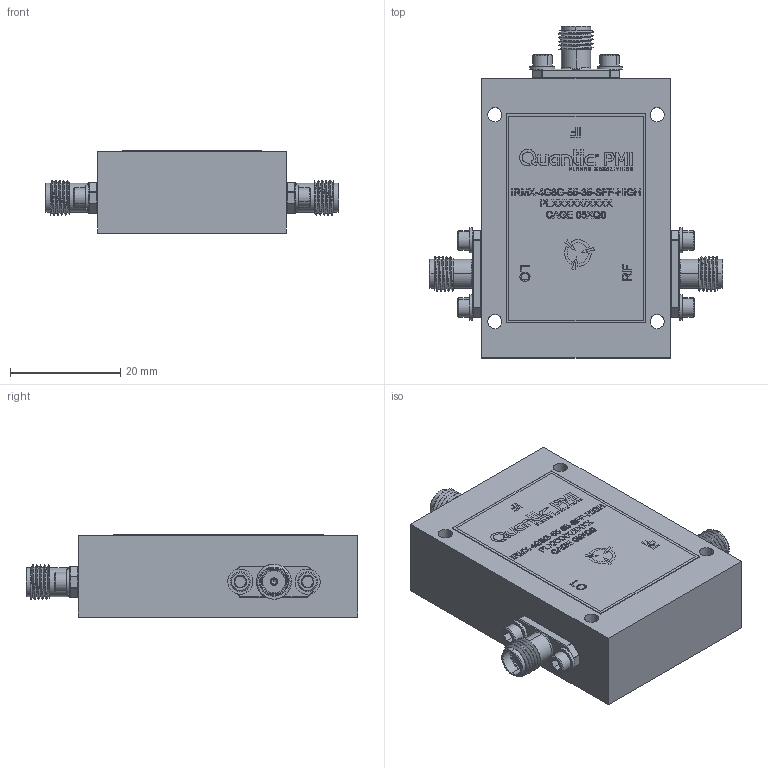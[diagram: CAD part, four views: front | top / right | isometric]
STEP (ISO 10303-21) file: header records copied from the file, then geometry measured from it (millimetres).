
FILE_DESCRIPTION (( 'STEP AP214' ), '1' );
FILE_NAME ('IRMX-4G8G-55-35-SFF-HIGH Assembly - VP.STEP', '2025-01-14T21:18:18', ( '' ), ( '' ), 'SwSTEP 2.0', 'SolidWorks 2024', '' );
FILE_SCHEMA (( 'AUTOMOTIVE_DESIGN' ));
Length unit declared in the file: inch
Products named in the file (6): PL80-021 SMA 12-Mil-Pin .625 FLANG .481 MOUNT CONNECTOR SPU_With 0.125 screws lenght; IRMX-4G8G-55-35-SFF-HIGH - Label - VP; PL256-SH3_16CS SOCKET HEAD CAP SCREW MDH_92196A076; PL256-SW 2-56 Split Lock Washer (UNBENT) EMP; IRMX-4G8G-55-35-SFF-LOW Base - VP; IRMX-4G8G-55-35-SFF-HIGH Assembly - VP
Assembly tree (17 placements, depth 2):
  IRMX-4G8G-55-35-SFF-HIGH Assembly - VP
    IRMX-4G8G-55-35-SFF-LOW Base - VP
    PL80-021 SMA 12-Mil-Pin .625 FLANG .481 MOUNT CONNECTOR SPU_With 0.125 screws lenght  x3
    PL256-SH3_16CS SOCKET HEAD CAP SCREW MDH_92196A076  x6
    PL256-SW 2-56 Split Lock Washer (UNBENT) EMP  x6
    IRMX-4G8G-55-35-SFF-HIGH - Label - VP
Bounding box: 53.34 x 60.33 x 14.91 mm (x, y, z)
Volume: 26614.8 mm3; surface area: 10537.8 mm2
Topology: 17 solids, 17 shells, 753 faces, 2488 edges, 1851 vertices
Faces by surface type: plane 262, cylinder 221, torus 120, cone 90, sphere 48, bspline 12
Entity records: 23630 total; most frequent: CARTESIAN_POINT 7788, ORIENTED_EDGE 3018, DIRECTION 1918, EDGE_CURVE 1509, VERTEX_POINT 1333, VECTOR 824, LINE 824, AXIS2_PLACEMENT_3D 547
